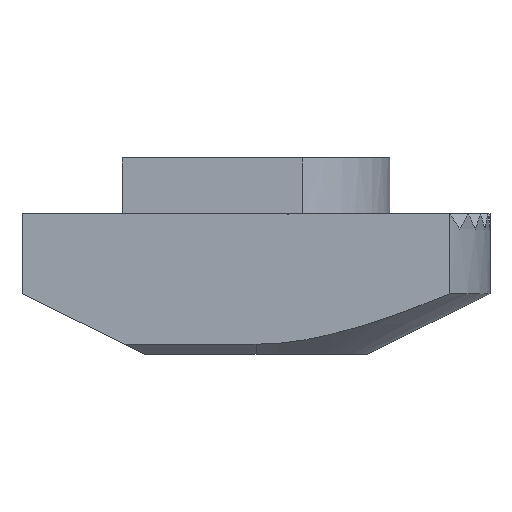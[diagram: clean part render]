
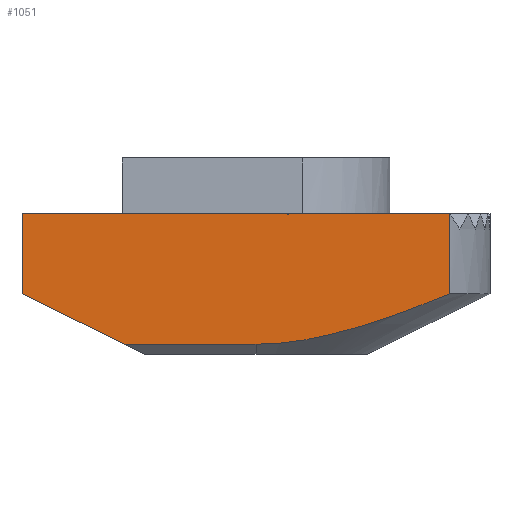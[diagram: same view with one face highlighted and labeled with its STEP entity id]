
A CAD part, left-side view. The second image highlights one B-rep face of the part: STEP entity #1051.
In plain terms, the highlighted planar face has unit normal (-1, 0, 0).
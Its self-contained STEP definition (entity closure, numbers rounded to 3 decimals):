
#17=(
BOUNDED_CURVE()
B_SPLINE_CURVE(2,(#1688,#1689,#1690),.UNSPECIFIED.,.F.,.F.)
B_SPLINE_CURVE_WITH_KNOTS((3,3),(0.449,0.897),
 .UNSPECIFIED.)
CURVE()
GEOMETRIC_REPRESENTATION_ITEM()
RATIONAL_B_SPLINE_CURVE((1.39,1.39,1.))
REPRESENTATION_ITEM('')
);
#72=LINE('',#1569,#183);
#111=LINE('',#1680,#222);
#112=LINE('',#1682,#223);
#113=LINE('',#1684,#224);
#114=LINE('',#1686,#225);
#115=LINE('',#1692,#226);
#116=LINE('',#1693,#227);
#183=VECTOR('',#1247,15.);
#222=VECTOR('',#1354,15.);
#223=VECTOR('',#1355,15.);
#224=VECTOR('',#1356,15.);
#225=VECTOR('',#1357,15.);
#226=VECTOR('',#1358,15.);
#227=VECTOR('',#1359,15.);
#301=PLANE('',#1148);
#353=FACE_OUTER_BOUND('',#413,.T.);
#413=EDGE_LOOP('',(#814,#815,#816,#817,#818,#819,#820,#821));
#480=VERTEX_POINT('',#1566);
#481=VERTEX_POINT('',#1568);
#519=VERTEX_POINT('',#1679);
#520=VERTEX_POINT('',#1681);
#521=VERTEX_POINT('',#1683);
#522=VERTEX_POINT('',#1685);
#523=VERTEX_POINT('',#1687);
#524=VERTEX_POINT('',#1691);
#582=EDGE_CURVE('',#481,#480,#72,.T.);
#637=EDGE_CURVE('',#480,#519,#111,.T.);
#638=EDGE_CURVE('',#520,#519,#112,.T.);
#639=EDGE_CURVE('',#521,#520,#113,.T.);
#640=EDGE_CURVE('',#521,#522,#114,.T.);
#641=EDGE_CURVE('',#522,#523,#17,.T.);
#642=EDGE_CURVE('',#523,#524,#115,.T.);
#643=EDGE_CURVE('',#524,#481,#116,.T.);
#814=ORIENTED_EDGE('',*,*,#582,.T.);
#815=ORIENTED_EDGE('',*,*,#637,.T.);
#816=ORIENTED_EDGE('',*,*,#638,.F.);
#817=ORIENTED_EDGE('',*,*,#639,.F.);
#818=ORIENTED_EDGE('',*,*,#640,.T.);
#819=ORIENTED_EDGE('',*,*,#641,.T.);
#820=ORIENTED_EDGE('',*,*,#642,.T.);
#821=ORIENTED_EDGE('',*,*,#643,.T.);
#1051=ADVANCED_FACE('',(#353),#301,.T.);
#1148=AXIS2_PLACEMENT_3D('',#1678,#1352,#1353);
#1247=DIRECTION('',(0.,1.,0.));
#1352=DIRECTION('center_axis',(-1.,0.,0.));
#1353=DIRECTION('ref_axis',(0.,-1.,0.));
#1354=DIRECTION('',(0.,1.,0.));
#1355=DIRECTION('',(0.,0.,1.));
#1356=DIRECTION('',(0.,0.898,0.441));
#1357=DIRECTION('',(0.,-1.,0.));
#1358=DIRECTION('',(0.,0.,1.));
#1359=DIRECTION('',(0.,1.,0.));
#1566=CARTESIAN_POINT('',(-5.83,3.975,2.525));
#1568=CARTESIAN_POINT('',(-5.83,-1.54,2.525));
#1569=CARTESIAN_POINT('',(-5.83,4.143,2.525));
#1678=CARTESIAN_POINT('Origin',(-5.83,7.35,-2.2));
#1679=CARTESIAN_POINT('',(-5.83,7.35,2.525));
#1680=CARTESIAN_POINT('',(-5.83,4.143,2.525));
#1681=CARTESIAN_POINT('',(-5.83,7.35,-0.175));
#1682=CARTESIAN_POINT('',(-5.83,7.35,-2.2));
#1683=CARTESIAN_POINT('',(-5.83,3.9,-1.869));
#1684=CARTESIAN_POINT('',(-5.83,5.918,-0.878));
#1685=CARTESIAN_POINT('',(-5.83,-0.525,-1.869));
#1686=CARTESIAN_POINT('',(-5.83,3.412,-1.869));
#1687=CARTESIAN_POINT('',(-5.83,-7.04,-0.175));
#1688=CARTESIAN_POINT('Ctrl Pts',(-5.83,-0.525,-1.869));
#1689=CARTESIAN_POINT('Ctrl Pts',(-5.83,-2.869,-1.869));
#1690=CARTESIAN_POINT('Ctrl Pts',(-5.83,-7.04,-0.175));
#1691=CARTESIAN_POINT('',(-5.83,-7.04,2.525));
#1692=CARTESIAN_POINT('',(-5.83,-7.04,1.175));
#1693=CARTESIAN_POINT('',(-5.83,4.143,2.525));
